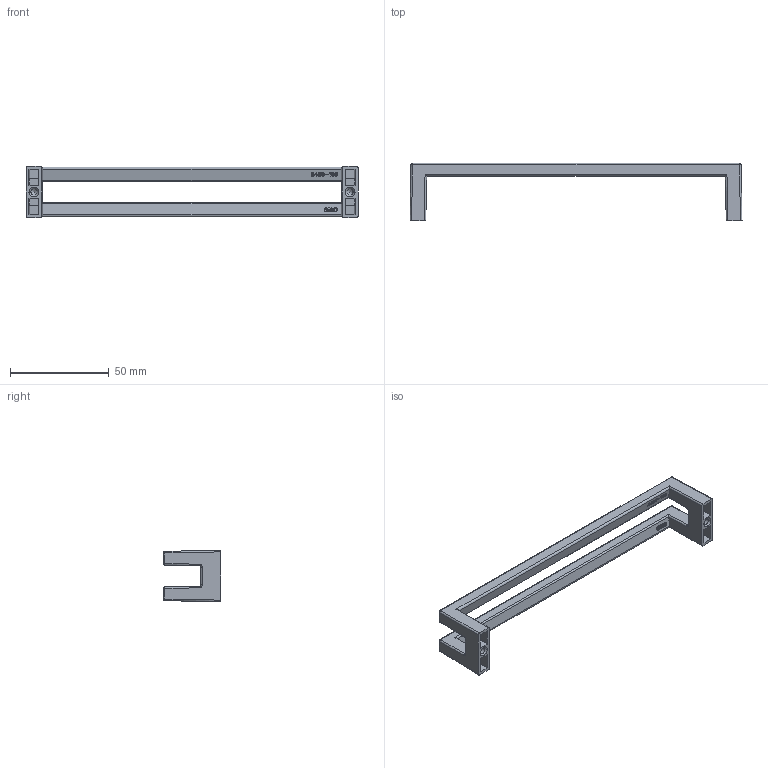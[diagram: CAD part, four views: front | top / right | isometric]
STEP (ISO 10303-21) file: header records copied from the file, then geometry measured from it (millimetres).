
FILE_DESCRIPTION(('Creo Elements/Direct Modeling STEP Export'),'2;1');
FILE_NAME('2489-168.stp','2020-01-10T12:04:51',(''),(''),'Creo Elements/Direct Modeling STEP processor for AP214 (Solid Model)','Creo Elements/Direct Modeling 20.0 12-Nov-2016 (C) Parametric Technology GmbH','');
FILE_SCHEMA(('AUTOMOTIVE_DESIGN { 1 0 10303 214 1 1 1 1 }'));
Length unit declared in the file: millimetre
Products named in the file (1): ZN-10934
Bounding box: 168 x 29 x 26 mm (x, y, z)
Volume: 19174.9 mm3; surface area: 13317.5 mm2
Topology: 1 solids, 1 shells, 718 faces, 2027 edges, 1328 vertices
Faces by surface type: plane 642, cylinder 44, bspline 20, cone 8, sphere 4
Entity records: 23947 total; most frequent: CARTESIAN_POINT 5562, ORIENTED_EDGE 4038, DIRECTION 3391, EDGE_CURVE 2019, VECTOR 1893, LINE 1893, VERTEX_POINT 1328, AXIS2_PLACEMENT_3D 749
